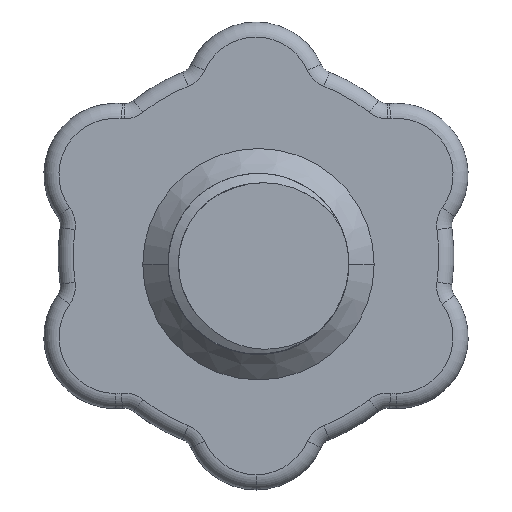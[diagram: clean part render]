
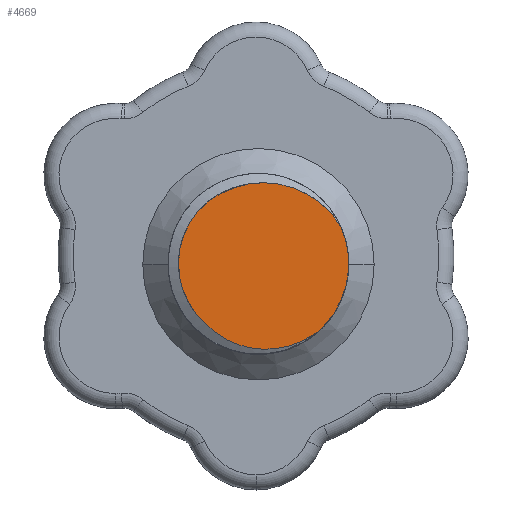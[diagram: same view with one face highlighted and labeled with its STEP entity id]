
A CAD part, top view. The second image highlights one B-rep face of the part: STEP entity #4669.
In plain terms, the highlighted face is planar.
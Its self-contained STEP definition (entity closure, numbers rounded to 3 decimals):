
#196 = DIRECTION ( 'NONE',  ( 0., 0., 1. ) ) ;
#376 = EDGE_CURVE ( 'NONE', #3489, #4583, #1588, .T. ) ;
#419 = CARTESIAN_POINT ( 'NONE',  ( -9.36, -0.88, -4.407 ) ) ;
#436 = CARTESIAN_POINT ( 'NONE',  ( -11.25, -0.88, -0.708 ) ) ;
#475 = CARTESIAN_POINT ( 'NONE',  ( -10.882, -0.88, 2.178 ) ) ;
#804 = EDGE_CURVE ( 'NONE', #3317, #4052, #2622, .T. ) ;
#815 = DIRECTION ( 'NONE',  ( 0., 1., 0. ) ) ;
#912 = CARTESIAN_POINT ( 'NONE',  ( -10.956, -0.88, -1.977 ) ) ;
#940 = CARTESIAN_POINT ( 'NONE',  ( -5.622, -0.88, -0.629 ) ) ;
#946 = CARTESIAN_POINT ( 'NONE',  ( -9.106, -0.88, -4.616 ) ) ;
#969 = CARTESIAN_POINT ( 'NONE',  ( -8.542, -0.88, -4.974 ) ) ;
#1004 = VERTEX_POINT ( 'NONE', #2611 ) ;
#1029 = CARTESIAN_POINT ( 'NONE',  ( -4.663, -0.88, -5.568 ) ) ;
#1367 = ORIENTED_EDGE ( 'NONE', *, *, #3720, .F. ) ;
#1429 = DIRECTION ( 'NONE',  ( 0., 0., -1. ) ) ;
#1434 = AXIS2_PLACEMENT_3D ( 'NONE', #6020, #5051, #3526 ) ;
#1462 = CARTESIAN_POINT ( 'NONE',  ( -6.98, -0.88, -5.553 ) ) ;
#1465 = ORIENTED_EDGE ( 'NONE', *, *, #376, .F. ) ;
#1498 = CARTESIAN_POINT ( 'NONE',  ( -5.988, -0.88, -5.677 ) ) ;
#1588 = CIRCLE ( 'NONE', #6462, 5.3 ) ;
#1958 = CARTESIAN_POINT ( 'NONE',  ( -8.83, -0.88, -4.808 ) ) ;
#1987 = CARTESIAN_POINT ( 'NONE',  ( -11.286, -0.88, 0.272 ) ) ;
#1995 = AXIS2_PLACEMENT_3D ( 'NONE', #940, #4436, #1429 ) ;
#2248 = EDGE_LOOP ( 'NONE', ( #5451, #1465, #5778, #1367, #4420 ) ) ;
#2291 = EDGE_CURVE ( 'NONE', #1004, #3489, #2982, .T. ) ;
#2363 = B_SPLINE_CURVE_WITH_KNOTS ( 'NONE', 3,
 ( #3418, #475, #6449, #3964, #4918, #1987, #6476, #436, #5940, #2481, #912, #6384, #5472, #3941, #5422, #2904, #419, #2383 ),
 .UNSPECIFIED., .F., .F.,
 ( 4, 2, 2, 2, 2, 2, 2, 2, 4 ),
 ( 0.003, 0.004, 0.004, 0.005, 0.006, 0.007, 0.008, 0.009, 0.01 ),
 .UNSPECIFIED. ) ;
#2383 = CARTESIAN_POINT ( 'NONE',  ( -9.106, -0.88, -4.616 ) ) ;
#2472 = CARTESIAN_POINT ( 'NONE',  ( -7.623, -0.88, -5.375 ) ) ;
#2481 = CARTESIAN_POINT ( 'NONE',  ( -11.057, -0.88, -1.662 ) ) ;
#2498 = CARTESIAN_POINT ( 'NONE',  ( -4.99, -0.88, -5.624 ) ) ;
#2522 = CARTESIAN_POINT ( 'NONE',  ( -4.018, -0.88, -5.396 ) ) ;
#2539 = CARTESIAN_POINT ( 'NONE',  ( -3.102, -0.88, -4.999 ) ) ;
#2581 = CARTESIAN_POINT ( 'NONE',  ( -5.622, -0.88, 5.363 ) ) ;
#2611 = CARTESIAN_POINT ( 'NONE',  ( -9.106, -0.88, -4.616 ) ) ;
#2622 = CIRCLE ( 'NONE', #1434, 5.992 ) ;
#2904 = CARTESIAN_POINT ( 'NONE',  ( -9.594, -0.88, -4.179 ) ) ;
#2982 = B_SPLINE_CURVE_WITH_KNOTS ( 'NONE', 3,
 ( #946, #1958, #969, #3011, #2472, #1462, #5039, #1498, #5020, #2498, #1029, #2522, #3051, #2539, #3931, #5972, #2993, #6467 ),
 .UNSPECIFIED., .F., .F.,
 ( 4, 2, 2, 2, 2, 2, 2, 2, 4 ),
 ( 0., 0.001, 0.002, 0.003, 0.004, 0.005, 0.006, 0.007, 0.008 ),
 .UNSPECIFIED. ) ;
#2993 = CARTESIAN_POINT ( 'NONE',  ( -2.02, -0.88, -4.216 ) ) ;
#3011 = CARTESIAN_POINT ( 'NONE',  ( -7.939, -0.88, -5.257 ) ) ;
#3051 = CARTESIAN_POINT ( 'NONE',  ( -3.701, -0.88, -5.281 ) ) ;
#3274 = CARTESIAN_POINT ( 'NONE',  ( -1.79, -0.88, -3.971 ) ) ;
#3317 = VERTEX_POINT ( 'NONE', #2581 ) ;
#3344 = AXIS2_PLACEMENT_3D ( 'NONE', #4382, #815, #4315 ) ;
#3418 = CARTESIAN_POINT ( 'NONE',  ( -10.747, -0.88, 2.474 ) ) ;
#3489 = VERTEX_POINT ( 'NONE', #3274 ) ;
#3526 = DIRECTION ( 'NONE',  ( 0., 0., -1. ) ) ;
#3720 = EDGE_CURVE ( 'NONE', #4052, #1004, #2363, .T. ) ;
#3744 = CIRCLE ( 'NONE', #1995, 5.992 ) ;
#3811 = PLANE ( 'NONE',  #3344 ) ;
#3931 = CARTESIAN_POINT ( 'NONE',  ( -2.816, -0.88, -4.831 ) ) ;
#3941 = CARTESIAN_POINT ( 'NONE',  ( -10.22, -0.88, -3.42 ) ) ;
#3964 = CARTESIAN_POINT ( 'NONE',  ( -11.162, -0.88, 1.239 ) ) ;
#4052 = VERTEX_POINT ( 'NONE', #5107 ) ;
#4315 = DIRECTION ( 'NONE',  ( 0., 0., 1. ) ) ;
#4382 = CARTESIAN_POINT ( 'NONE',  ( -13.617, -0.88, 45.737 ) ) ;
#4420 = ORIENTED_EDGE ( 'NONE', *, *, #804, .F. ) ;
#4436 = DIRECTION ( 'NONE',  ( 0., -1., 0. ) ) ;
#4583 = VERTEX_POINT ( 'NONE', #6343 ) ;
#4669 = ADVANCED_FACE ( 'NONE', ( #5546 ), #3811, .T. ) ;
#4716 = CARTESIAN_POINT ( 'NONE',  ( -5.3, -0.88, 0. ) ) ;
#4918 = CARTESIAN_POINT ( 'NONE',  ( -11.221, -0.88, 0.92 ) ) ;
#5020 = CARTESIAN_POINT ( 'NONE',  ( -5.651, -0.88, -5.679 ) ) ;
#5039 = CARTESIAN_POINT ( 'NONE',  ( -6.653, -0.88, -5.614 ) ) ;
#5051 = DIRECTION ( 'NONE',  ( 0., -1., 0. ) ) ;
#5107 = CARTESIAN_POINT ( 'NONE',  ( -10.747, -0.88, 2.474 ) ) ;
#5124 = EDGE_CURVE ( 'NONE', #4583, #3317, #3744, .T. ) ;
#5422 = CARTESIAN_POINT ( 'NONE',  ( -10.024, -0.88, -3.686 ) ) ;
#5451 = ORIENTED_EDGE ( 'NONE', *, *, #5124, .F. ) ;
#5472 = CARTESIAN_POINT ( 'NONE',  ( -10.561, -0.88, -2.868 ) ) ;
#5546 = FACE_OUTER_BOUND ( 'NONE', #2248, .T. ) ;
#5778 = ORIENTED_EDGE ( 'NONE', *, *, #2291, .F. ) ;
#5940 = CARTESIAN_POINT ( 'NONE',  ( -11.203, -0.88, -1.028 ) ) ;
#5972 = CARTESIAN_POINT ( 'NONE',  ( -2.274, -0.88, -4.439 ) ) ;
#6020 = CARTESIAN_POINT ( 'NONE',  ( -5.622, -0.88, -0.629 ) ) ;
#6200 = DIRECTION ( 'NONE',  ( 0., -1., 0. ) ) ;
#6343 = CARTESIAN_POINT ( 'NONE',  ( -1.928, -0.88, 4.089 ) ) ;
#6384 = CARTESIAN_POINT ( 'NONE',  ( -10.708, -0.88, -2.579 ) ) ;
#6449 = CARTESIAN_POINT ( 'NONE',  ( -10.994, -0.88, 1.866 ) ) ;
#6462 = AXIS2_PLACEMENT_3D ( 'NONE', #4716, #6200, #196 ) ;
#6467 = CARTESIAN_POINT ( 'NONE',  ( -1.79, -0.88, -3.971 ) ) ;
#6476 = CARTESIAN_POINT ( 'NONE',  ( -11.292, -0.88, -0.058 ) ) ;
